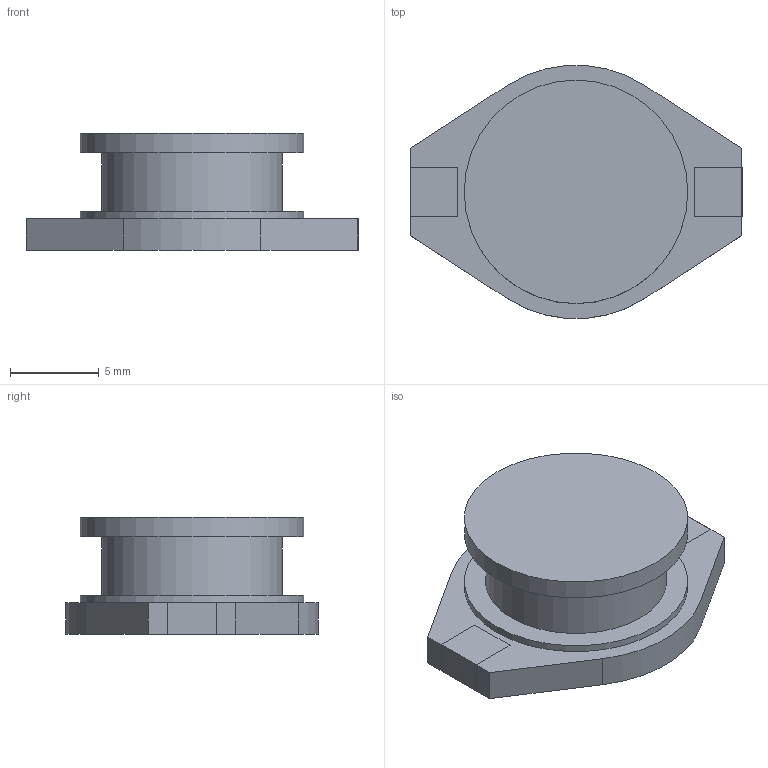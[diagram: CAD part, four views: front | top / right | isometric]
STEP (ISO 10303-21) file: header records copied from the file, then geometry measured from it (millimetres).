
FILE_DESCRIPTION(('FreeCAD Model'),'2;1');
FILE_NAME('L_Bourns_SDR1806.step','2018-05-01T23:24:14',('Author'),(''), 'Open CASCADE STEP processor 7.2','FreeCAD','Unknown');
FILE_SCHEMA(('AUTOMOTIVE_DESIGN { 1 0 10303 214 1 1 1 1 }'));
Length unit declared in the file: millimetre
Products named in the file (3): Body; Pads; PadBody
Bounding box: 18.72 x 14.25 x 6.61 mm (x, y, z)
Volume: 840.5 mm3; surface area: 811.4 mm2
Topology: 3 solids, 3 shells, 28 faces, 57 edges, 38 vertices
Faces by surface type: plane 23, cylinder 5
Full cylindrical faces by diameter (mm): 10.2 x1, 12.6 x2
Entity records: 1530 total; most frequent: DIRECTION 239, CARTESIAN_POINT 238, LINE 151, VECTOR 151, ORIENTED_EDGE 114, PCURVE 114, DEFINITIONAL_REPRESENTATION 114, EDGE_CURVE 57
